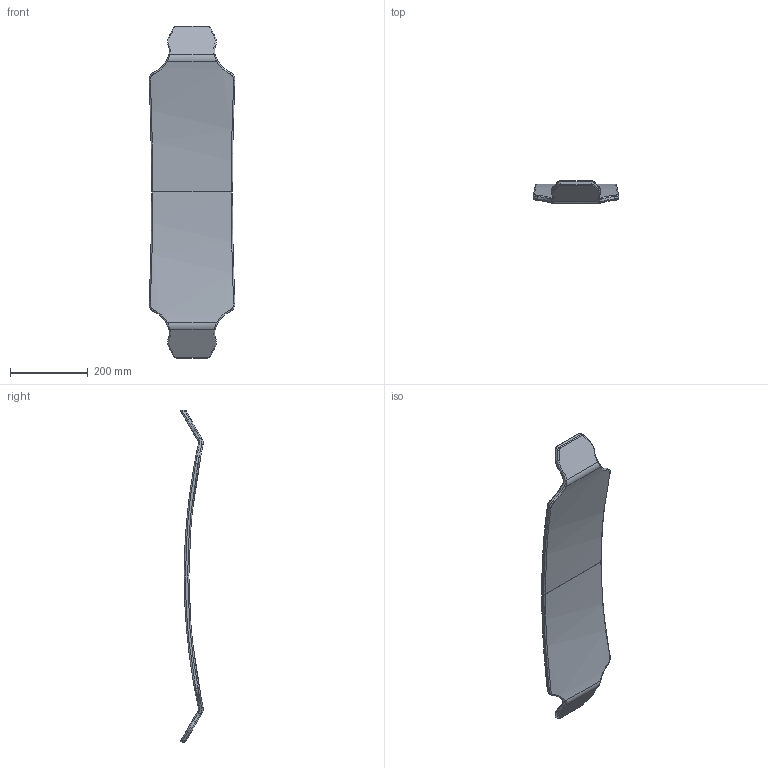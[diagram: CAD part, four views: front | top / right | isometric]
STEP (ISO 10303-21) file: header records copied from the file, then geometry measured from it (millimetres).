
FILE_DESCRIPTION(/* description */ (''),/* implementation_level */ '2;1');
FILE_NAME(/* name */ 'TrampaFromDxf v10 v1.step',/* time_stamp */ '2020-11-02T15:11:11-08:00',/* author */ (''),/* organization */ (''),/* preprocessor_version */ 'ST-DEVELOPER v18.1',/* originating_system */ 'Autodesk Translation Framework v9.3.0.1241',/* authorisation */ '');
FILE_SCHEMA (('AUTOMOTIVE_DESIGN { 1 0 10303 214 3 1 1 }'));
Length unit declared in the file: millimetre
Products named in the file (1): TrampaFromDxf v10
Bounding box: 219.87 x 57.2 x 852.76 mm (x, y, z)
Volume: 1962677.9 mm3; surface area: 347697.8 mm2
Topology: 1 solids, 1 shells, 122 faces, 280 edges, 160 vertices
Faces by surface type: bspline 64, cylinder 42, plane 12, torus 4
Entity records: 5128 total; most frequent: CARTESIAN_POINT 2579, ORIENTED_EDGE 560, DIRECTION 470, EDGE_CURVE 280, AXIS2_PLACEMENT_3D 203, VERTEX_POINT 160, FACE_OUTER_BOUND 122, EDGE_LOOP 122
